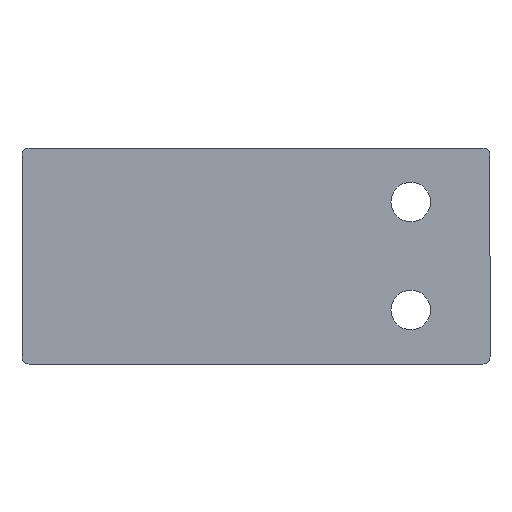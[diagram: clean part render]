
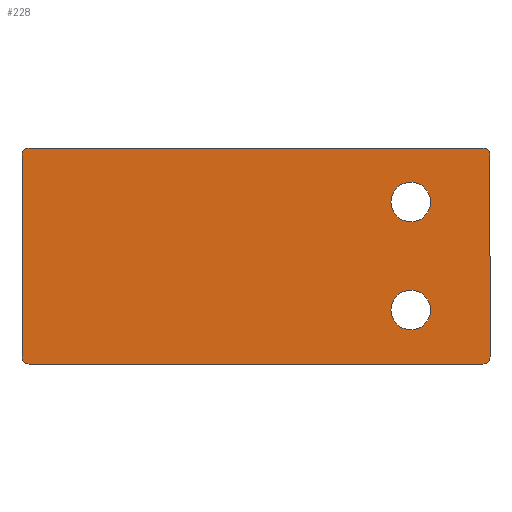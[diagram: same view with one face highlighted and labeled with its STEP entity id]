
A CAD part, left-side view. The second image highlights one B-rep face of the part: STEP entity #228.
In plain terms, the highlighted planar face has unit normal (-1, 0, 0).
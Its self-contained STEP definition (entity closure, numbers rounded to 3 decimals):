
#17=FACE_BOUND('',#51,.T.);
#18=FACE_BOUND('',#52,.T.);
#24=PLANE('',#275);
#36=FACE_OUTER_BOUND('',#50,.T.);
#50=EDGE_LOOP('',(#201,#202,#203,#204,#205,#206,#207,#208));
#51=EDGE_LOOP('',(#209));
#52=EDGE_LOOP('',(#210));
#57=LINE('',#368,#75);
#61=LINE('',#380,#79);
#65=LINE('',#392,#83);
#69=LINE('',#403,#87);
#75=VECTOR('',#302,10.);
#79=VECTOR('',#314,10.);
#83=VECTOR('',#326,10.);
#87=VECTOR('',#338,10.);
#89=CIRCLE('',#253,2.75);
#91=CIRCLE('',#256,2.75);
#93=CIRCLE('',#259,1.);
#95=CIRCLE('',#263,1.);
#97=CIRCLE('',#267,1.);
#99=CIRCLE('',#271,1.);
#101=VERTEX_POINT('',#346);
#103=VERTEX_POINT('',#352);
#105=VERTEX_POINT('',#358);
#106=VERTEX_POINT('',#359);
#109=VERTEX_POINT('',#367);
#111=VERTEX_POINT('',#373);
#113=VERTEX_POINT('',#379);
#115=VERTEX_POINT('',#385);
#117=VERTEX_POINT('',#391);
#119=VERTEX_POINT('',#397);
#121=EDGE_CURVE('',#101,#101,#89,.T.);
#124=EDGE_CURVE('',#103,#103,#91,.T.);
#127=EDGE_CURVE('',#105,#106,#93,.T.);
#131=EDGE_CURVE('',#109,#105,#57,.T.);
#134=EDGE_CURVE('',#111,#109,#95,.T.);
#137=EDGE_CURVE('',#113,#111,#61,.T.);
#140=EDGE_CURVE('',#115,#113,#97,.T.);
#143=EDGE_CURVE('',#117,#115,#65,.T.);
#146=EDGE_CURVE('',#119,#117,#99,.T.);
#149=EDGE_CURVE('',#106,#119,#69,.T.);
#201=ORIENTED_EDGE('',*,*,#149,.F.);
#202=ORIENTED_EDGE('',*,*,#127,.F.);
#203=ORIENTED_EDGE('',*,*,#131,.F.);
#204=ORIENTED_EDGE('',*,*,#134,.F.);
#205=ORIENTED_EDGE('',*,*,#137,.F.);
#206=ORIENTED_EDGE('',*,*,#140,.F.);
#207=ORIENTED_EDGE('',*,*,#143,.F.);
#208=ORIENTED_EDGE('',*,*,#146,.F.);
#209=ORIENTED_EDGE('',*,*,#121,.T.);
#210=ORIENTED_EDGE('',*,*,#124,.T.);
#228=ADVANCED_FACE('',(#36,#17,#18),#24,.F.);
#253=AXIS2_PLACEMENT_3D('',#347,#280,#281);
#256=AXIS2_PLACEMENT_3D('',#353,#287,#288);
#259=AXIS2_PLACEMENT_3D('',#360,#294,#295);
#263=AXIS2_PLACEMENT_3D('',#374,#307,#308);
#267=AXIS2_PLACEMENT_3D('',#386,#319,#320);
#271=AXIS2_PLACEMENT_3D('',#398,#331,#332);
#275=AXIS2_PLACEMENT_3D('',#406,#342,#343);
#280=DIRECTION('center_axis',(1.,0.,0.));
#281=DIRECTION('ref_axis',(0.,-1.,0.));
#287=DIRECTION('center_axis',(1.,0.,0.));
#288=DIRECTION('ref_axis',(0.,-1.,0.));
#294=DIRECTION('center_axis',(1.,0.,0.));
#295=DIRECTION('ref_axis',(0.,0.,1.));
#302=DIRECTION('',(0.,-1.,0.));
#307=DIRECTION('center_axis',(1.,0.,0.));
#308=DIRECTION('ref_axis',(0.,1.,0.));
#314=DIRECTION('',(0.,0.,1.));
#319=DIRECTION('center_axis',(1.,0.,0.));
#320=DIRECTION('ref_axis',(0.,0.,-1.));
#326=DIRECTION('',(0.,1.,0.));
#331=DIRECTION('center_axis',(1.,0.,0.));
#332=DIRECTION('ref_axis',(0.,-1.,0.));
#338=DIRECTION('',(0.,0.,-1.));
#342=DIRECTION('center_axis',(1.,0.,0.));
#343=DIRECTION('ref_axis',(0.,0.,-1.));
#346=CARTESIAN_POINT('',(0.,13.75,7.48));
#347=CARTESIAN_POINT('Origin',(0.,11.,7.48));
#352=CARTESIAN_POINT('',(0.,13.75,22.48));
#353=CARTESIAN_POINT('Origin',(0.,11.,22.48));
#358=CARTESIAN_POINT('',(0.,1.,29.98));
#359=CARTESIAN_POINT('',(0.,0.,28.98));
#360=CARTESIAN_POINT('Origin',(0.,1.,28.98));
#367=CARTESIAN_POINT('',(0.,64.,29.98));
#368=CARTESIAN_POINT('',(0.,64.,29.98));
#373=CARTESIAN_POINT('',(0.,65.,28.98));
#374=CARTESIAN_POINT('Origin',(0.,64.,28.98));
#379=CARTESIAN_POINT('',(0.,65.,0.98));
#380=CARTESIAN_POINT('',(0.,65.,0.98));
#385=CARTESIAN_POINT('',(0.,64.,-0.02));
#386=CARTESIAN_POINT('Origin',(0.,64.,0.98));
#391=CARTESIAN_POINT('',(0.,1.,-0.02));
#392=CARTESIAN_POINT('',(0.,1.,-0.02));
#397=CARTESIAN_POINT('',(0.,0.,0.98));
#398=CARTESIAN_POINT('Origin',(0.,1.,0.98));
#403=CARTESIAN_POINT('',(0.,0.,28.98));
#406=CARTESIAN_POINT('Origin',(0.,32.5,14.98));
